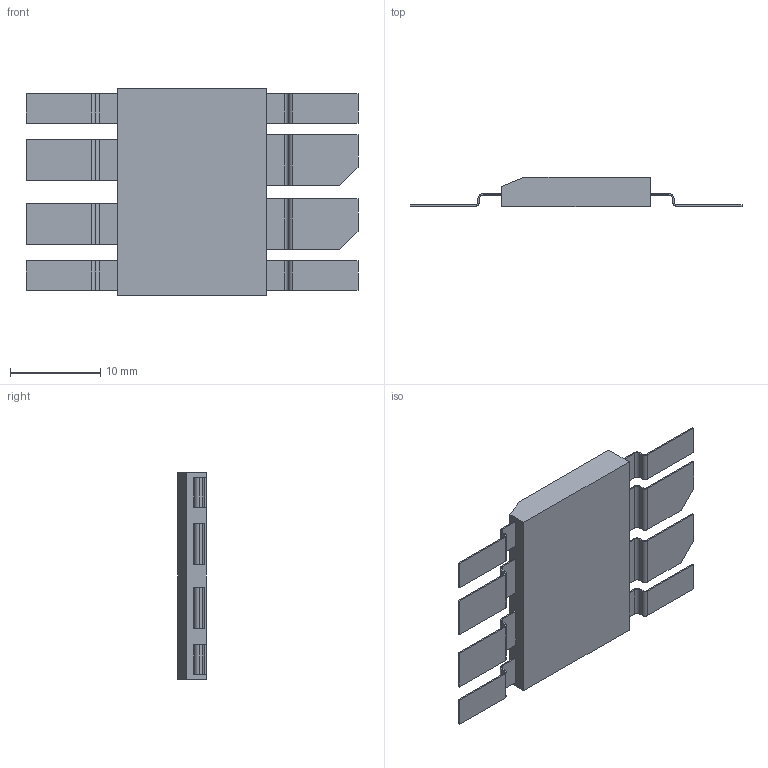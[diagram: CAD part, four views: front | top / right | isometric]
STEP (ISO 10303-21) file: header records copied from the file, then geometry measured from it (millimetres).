
FILE_DESCRIPTION (( 'STEP AP214' ), '1' );
FILE_NAME ('DE275X2.STEP', '2014-10-29T14:22:44', ( 'punk' ), ( '' ), 'SwSTEP 2.0', 'SolidWorks 2014', '' );
FILE_SCHEMA (( 'AUTOMOTIVE_DESIGN' ));
Length unit declared in the file: millimetre
Products named in the file (1): DE275X2
Bounding box: 36.83 x 3.18 x 22.86 mm (x, y, z)
Volume: 1226.7 mm3; surface area: 1741.2 mm2
Topology: 1 solids, 1 shells, 113 faces, 309 edges, 206 vertices
Faces by surface type: plane 81, cylinder 32
Entity records: 3678 total; most frequent: CARTESIAN_POINT 629, ORIENTED_EDGE 618, DIRECTION 601, EDGE_CURVE 309, VECTOR 245, LINE 245, VERTEX_POINT 206, AXIS2_PLACEMENT_3D 178
